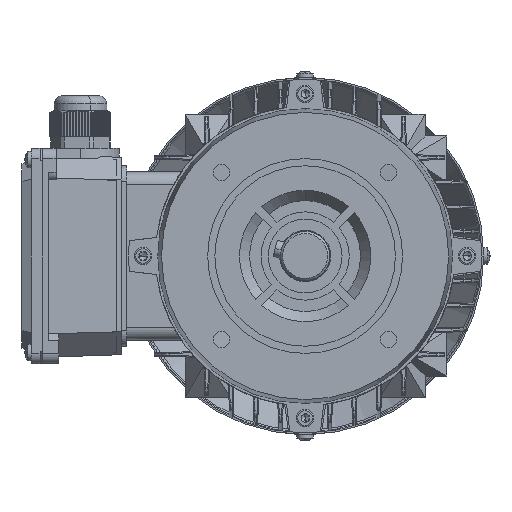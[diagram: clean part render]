
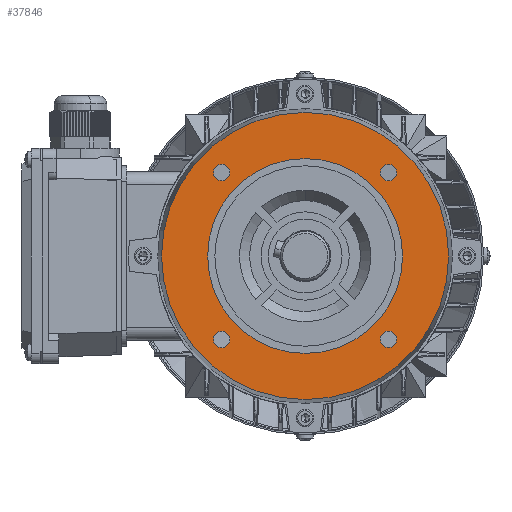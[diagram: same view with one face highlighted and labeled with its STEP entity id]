
A CAD part, left-side view. The second image highlights one B-rep face of the part: STEP entity #37846.
In plain terms, the highlighted planar face has unit normal (-1, 0, 0).
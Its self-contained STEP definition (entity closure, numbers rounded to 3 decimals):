
#36021 = EDGE_CURVE ( 'NONE', #36022, #36023, #68200, .T. ) ;
#36022 = VERTEX_POINT ( 'NONE', #68252 ) ;
#36023 = VERTEX_POINT ( 'NONE', #68251 ) ;
#36038 = EDGE_CURVE ( 'NONE', #36039, #36040, #68226, .T. ) ;
#36039 = VERTEX_POINT ( 'NONE', #68283 ) ;
#36040 = VERTEX_POINT ( 'NONE', #68282 ) ;
#36071 = EDGE_CURVE ( 'NONE', #36072, #36073, #68348, .T. ) ;
#36072 = VERTEX_POINT ( 'NONE', #68340 ) ;
#36073 = VERTEX_POINT ( 'NONE', #68339 ) ;
#36087 = EDGE_CURVE ( 'NONE', #36088, #36089, #68375, .T. ) ;
#36088 = VERTEX_POINT ( 'NONE', #68370 ) ;
#36089 = VERTEX_POINT ( 'NONE', #68369 ) ;
#36355 = VERTEX_POINT ( 'NONE', #68921 ) ;
#36357 = EDGE_CURVE ( 'NONE', #36415, #36355, #68920, .T. ) ;
#36367 = EDGE_CURVE ( 'NONE', #36368, #36369, #68896, .T. ) ;
#36368 = VERTEX_POINT ( 'NONE', #68954 ) ;
#36369 = VERTEX_POINT ( 'NONE', #68953 ) ;
#36415 = VERTEX_POINT ( 'NONE', #69049 ) ;
#37835 = ORIENTED_EDGE ( 'NONE', *, *, #37836, .F. ) ;
#37836 = EDGE_CURVE ( 'NONE', #36073, #36072, #72324, .T. ) ;
#37837 = EDGE_LOOP ( 'NONE', ( #37891, #37892 ) ) ;
#37845 = EDGE_CURVE ( 'NONE', #36355, #36415, #72317, .T. ) ;
#37846 = ADVANCED_FACE ( 'NONE', ( #72308, #72307, #72306, #72305, #72304, #72369 ), #72368, .T. ) ;
#37847 = EDGE_LOOP ( 'NONE', ( #37848, #37849 ) ) ;
#37848 = ORIENTED_EDGE ( 'NONE', *, *, #36038, .F. ) ;
#37849 = ORIENTED_EDGE ( 'NONE', *, *, #37902, .F. ) ;
#37891 = ORIENTED_EDGE ( 'NONE', *, *, #36357, .T. ) ;
#37892 = ORIENTED_EDGE ( 'NONE', *, *, #37845, .T. ) ;
#37893 = EDGE_LOOP ( 'NONE', ( #37894, #37895 ) ) ;
#37894 = ORIENTED_EDGE ( 'NONE', *, *, #36367, .F. ) ;
#37895 = ORIENTED_EDGE ( 'NONE', *, *, #37896, .F. ) ;
#37896 = EDGE_CURVE ( 'NONE', #36369, #36368, #72425, .T. ) ;
#37902 = EDGE_CURVE ( 'NONE', #36040, #36039, #72414, .T. ) ;
#37903 = EDGE_LOOP ( 'NONE', ( #37904, #37905 ) ) ;
#37904 = ORIENTED_EDGE ( 'NONE', *, *, #36021, .F. ) ;
#37905 = ORIENTED_EDGE ( 'NONE', *, *, #37906, .F. ) ;
#37906 = EDGE_CURVE ( 'NONE', #36023, #36022, #72408, .T. ) ;
#37907 = EDGE_LOOP ( 'NONE', ( #37908, #37909 ) ) ;
#37908 = ORIENTED_EDGE ( 'NONE', *, *, #36087, .F. ) ;
#37909 = ORIENTED_EDGE ( 'NONE', *, *, #37910, .F. ) ;
#37910 = EDGE_CURVE ( 'NONE', #36089, #36088, #72409, .T. ) ;
#37911 = EDGE_LOOP ( 'NONE', ( #37912, #37835 ) ) ;
#37912 = ORIENTED_EDGE ( 'NONE', *, *, #36071, .F. ) ;
#68200 = CIRCLE ( 'NONE', #68256, 4. ) ;
#68226 = CIRCLE ( 'NONE', #68287, 4. ) ;
#68251 = CARTESIAN_POINT ( 'NONE',  ( 3., -40.659, -36.659 ) ) ;
#68252 = CARTESIAN_POINT ( 'NONE',  ( 3., -40.659, -44.659 ) ) ;
#68253 = DIRECTION ( 'NONE',  ( 0., 0., 1. ) ) ;
#68254 = DIRECTION ( 'NONE',  ( -1., 0., 0. ) ) ;
#68255 = CARTESIAN_POINT ( 'NONE',  ( 3., -40.659, -40.659 ) ) ;
#68256 = AXIS2_PLACEMENT_3D ( 'NONE', #68255, #68254, #68253 ) ;
#68282 = CARTESIAN_POINT ( 'NONE',  ( 3., -40.659, 44.659 ) ) ;
#68283 = CARTESIAN_POINT ( 'NONE',  ( 3., -40.659, 36.659 ) ) ;
#68284 = DIRECTION ( 'NONE',  ( 0., 0., 1. ) ) ;
#68285 = DIRECTION ( 'NONE',  ( -1., 0., 0. ) ) ;
#68286 = CARTESIAN_POINT ( 'NONE',  ( 3., -40.659, 40.659 ) ) ;
#68287 = AXIS2_PLACEMENT_3D ( 'NONE', #68286, #68285, #68284 ) ;
#68339 = CARTESIAN_POINT ( 'NONE',  ( 3., 40.659, 44.659 ) ) ;
#68340 = CARTESIAN_POINT ( 'NONE',  ( 3., 40.659, 36.659 ) ) ;
#68341 = DIRECTION ( 'NONE',  ( 0., 0., 1. ) ) ;
#68342 = DIRECTION ( 'NONE',  ( -1., 0., 0. ) ) ;
#68343 = CARTESIAN_POINT ( 'NONE',  ( 3., 40.659, 40.659 ) ) ;
#68344 = AXIS2_PLACEMENT_3D ( 'NONE', #68343, #68342, #68341 ) ;
#68348 = CIRCLE ( 'NONE', #68344, 4. ) ;
#68369 = CARTESIAN_POINT ( 'NONE',  ( 3., 40.659, -36.659 ) ) ;
#68370 = CARTESIAN_POINT ( 'NONE',  ( 3., 40.659, -44.659 ) ) ;
#68371 = DIRECTION ( 'NONE',  ( 0., 0., 1. ) ) ;
#68372 = DIRECTION ( 'NONE',  ( -1., 0., 0. ) ) ;
#68373 = CARTESIAN_POINT ( 'NONE',  ( 3., 40.659, -40.659 ) ) ;
#68374 = AXIS2_PLACEMENT_3D ( 'NONE', #68373, #68372, #68371 ) ;
#68375 = CIRCLE ( 'NONE', #68374, 4. ) ;
#68892 = DIRECTION ( 'NONE',  ( 0., 0., 1. ) ) ;
#68893 = DIRECTION ( 'NONE',  ( -1., 0., 0. ) ) ;
#68894 = CARTESIAN_POINT ( 'NONE',  ( 3., 0., 0. ) ) ;
#68895 = AXIS2_PLACEMENT_3D ( 'NONE', #68894, #68893, #68892 ) ;
#68896 = CIRCLE ( 'NONE', #68895, 47.5 ) ;
#68916 = DIRECTION ( 'NONE',  ( 0., 0., 1. ) ) ;
#68917 = DIRECTION ( 'NONE',  ( -1., 0., 0. ) ) ;
#68918 = CARTESIAN_POINT ( 'NONE',  ( 3., 0., 0. ) ) ;
#68919 = AXIS2_PLACEMENT_3D ( 'NONE', #68918, #68917, #68916 ) ;
#68920 = CIRCLE ( 'NONE', #68919, 70. ) ;
#68921 = CARTESIAN_POINT ( 'NONE',  ( 3., 0., -70. ) ) ;
#68953 = CARTESIAN_POINT ( 'NONE',  ( 3., 0., -47.5 ) ) ;
#68954 = CARTESIAN_POINT ( 'NONE',  ( 3., 0., 47.5 ) ) ;
#69049 = CARTESIAN_POINT ( 'NONE',  ( 3., 0., 70. ) ) ;
#72304 = FACE_OUTER_BOUND ( 'NONE', #37837, .T. ) ;
#72305 = FACE_BOUND ( 'NONE', #37911, .T. ) ;
#72306 = FACE_BOUND ( 'NONE', #37907, .T. ) ;
#72307 = FACE_BOUND ( 'NONE', #37903, .T. ) ;
#72308 = FACE_BOUND ( 'NONE', #37847, .T. ) ;
#72309 = DIRECTION ( 'NONE',  ( 0., 0., 1. ) ) ;
#72310 = DIRECTION ( 'NONE',  ( -1., 0., 0. ) ) ;
#72311 = CARTESIAN_POINT ( 'NONE',  ( 3., 0., 0. ) ) ;
#72312 = AXIS2_PLACEMENT_3D ( 'NONE', #72311, #72310, #72309 ) ;
#72317 = CIRCLE ( 'NONE', #72312, 70. ) ;
#72320 = DIRECTION ( 'NONE',  ( 0., 0., 1. ) ) ;
#72321 = DIRECTION ( 'NONE',  ( -1., 0., 0. ) ) ;
#72322 = CARTESIAN_POINT ( 'NONE',  ( 3., 40.659, 40.659 ) ) ;
#72323 = AXIS2_PLACEMENT_3D ( 'NONE', #72322, #72321, #72320 ) ;
#72324 = CIRCLE ( 'NONE', #72323, 4. ) ;
#72363 = DIRECTION ( 'NONE',  ( 0., 0., 1. ) ) ;
#72364 = DIRECTION ( 'NONE',  ( -1., 0., 0. ) ) ;
#72365 = AXIS2_PLACEMENT_3D ( 'NONE', #72367, #72364, #72363 ) ;
#72367 = CARTESIAN_POINT ( 'NONE',  ( 3., -28.387, 0. ) ) ;
#72368 = PLANE ( 'NONE',  #72365 ) ;
#72369 = FACE_BOUND ( 'NONE', #37893, .T. ) ;
#72404 = DIRECTION ( 'NONE',  ( 0., 0., 1. ) ) ;
#72405 = DIRECTION ( 'NONE',  ( -1., 0., 0. ) ) ;
#72406 = CARTESIAN_POINT ( 'NONE',  ( 3., -40.659, -40.659 ) ) ;
#72407 = AXIS2_PLACEMENT_3D ( 'NONE', #72406, #72405, #72404 ) ;
#72408 = CIRCLE ( 'NONE', #72407, 4. ) ;
#72409 = CIRCLE ( 'NONE', #72468, 4. ) ;
#72410 = DIRECTION ( 'NONE',  ( 0., 0., 1. ) ) ;
#72411 = DIRECTION ( 'NONE',  ( -1., 0., 0. ) ) ;
#72412 = CARTESIAN_POINT ( 'NONE',  ( 3., -40.659, 40.659 ) ) ;
#72413 = AXIS2_PLACEMENT_3D ( 'NONE', #72412, #72411, #72410 ) ;
#72414 = CIRCLE ( 'NONE', #72413, 4. ) ;
#72421 = DIRECTION ( 'NONE',  ( 0., 0., 1. ) ) ;
#72422 = DIRECTION ( 'NONE',  ( -1., 0., 0. ) ) ;
#72423 = CARTESIAN_POINT ( 'NONE',  ( 3., 0., 0. ) ) ;
#72424 = AXIS2_PLACEMENT_3D ( 'NONE', #72423, #72422, #72421 ) ;
#72425 = CIRCLE ( 'NONE', #72424, 47.5 ) ;
#72465 = DIRECTION ( 'NONE',  ( 0., 0., 1. ) ) ;
#72466 = DIRECTION ( 'NONE',  ( -1., 0., 0. ) ) ;
#72467 = CARTESIAN_POINT ( 'NONE',  ( 3., 40.659, -40.659 ) ) ;
#72468 = AXIS2_PLACEMENT_3D ( 'NONE', #72467, #72466, #72465 ) ;
